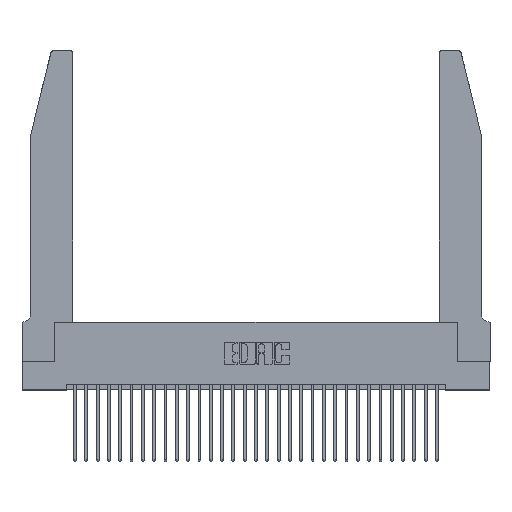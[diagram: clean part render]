
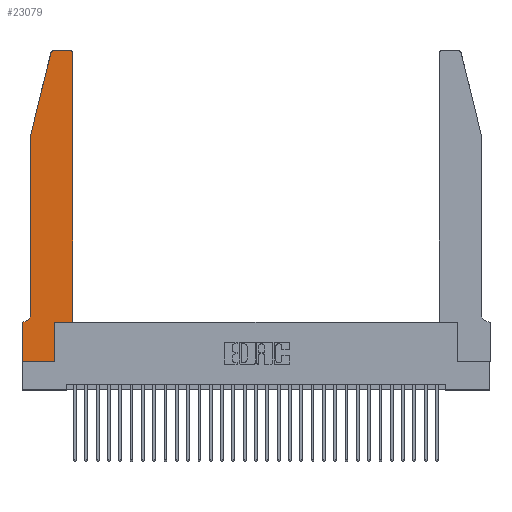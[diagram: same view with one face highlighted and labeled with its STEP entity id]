
A CAD part, top view. The second image highlights one B-rep face of the part: STEP entity #23079.
In plain terms, the highlighted planar face has unit normal (0, 0, 1).
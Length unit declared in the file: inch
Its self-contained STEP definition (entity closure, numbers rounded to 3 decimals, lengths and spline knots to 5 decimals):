
#65 = EDGE_CURVE ( 'NONE', #4454, #17622, #21742, .T. ) ;
#535 = EDGE_LOOP ( 'NONE', ( #9077, #20018, #5518, #20839, #14300, #4058, #2247, #16208, #11422, #22782, #14833, #5501 ) ) ;
#962 = CARTESIAN_POINT ( 'NONE',  ( 0., 0.35, 0.37 ) ) ;
#1295 = VECTOR ( 'NONE', #4931, 39.37008 ) ;
#1324 = CARTESIAN_POINT ( 'NONE',  ( 0.2605, 2.75, 0.37 ) ) ;
#1341 = LINE ( 'NONE', #28018, #24858 ) ;
#1420 = CARTESIAN_POINT ( 'NONE',  ( 0.0055, 0.35, 0.37 ) ) ;
#1837 = VERTEX_POINT ( 'NONE', #6751 ) ;
#2247 = ORIENTED_EDGE ( 'NONE', *, *, #13982, .T. ) ;
#3227 = DIRECTION ( 'NONE',  ( 0., 1., 0. ) ) ;
#4058 = ORIENTED_EDGE ( 'NONE', *, *, #65, .T. ) ;
#4400 = VECTOR ( 'NONE', #7146, 39.37008 ) ;
#4454 = VERTEX_POINT ( 'NONE', #1420 ) ;
#4931 = DIRECTION ( 'NONE',  ( 1., 0., 0. ) ) ;
#5142 = AXIS2_PLACEMENT_3D ( 'NONE', #24062, #14283, #31582 ) ;
#5501 = ORIENTED_EDGE ( 'NONE', *, *, #19185, .T. ) ;
#5518 = ORIENTED_EDGE ( 'NONE', *, *, #26930, .T. ) ;
#5887 = DIRECTION ( 'NONE',  ( -0.239, -0.971, 0. ) ) ;
#6000 = PLANE ( 'NONE',  #18704 ) ;
#6044 = AXIS2_PLACEMENT_3D ( 'NONE', #15065, #29675, #14960 ) ;
#6053 = CARTESIAN_POINT ( 'NONE',  ( 0.2865, 0., 0.37 ) ) ;
#6265 = DIRECTION ( 'NONE',  ( -1., 0., 0. ) ) ;
#6274 = EDGE_CURVE ( 'NONE', #14844, #29998, #11326, .T. ) ;
#6751 = CARTESIAN_POINT ( 'NONE',  ( 0.284, 2.75, 0.37 ) ) ;
#7146 = DIRECTION ( 'NONE',  ( -1., 0., 0. ) ) ;
#7179 = VERTEX_POINT ( 'NONE', #6053 ) ;
#7372 = VECTOR ( 'NONE', #6265, 39.37008 ) ;
#7973 = CARTESIAN_POINT ( 'NONE',  ( 0.0755, 2., 0.37 ) ) ;
#8167 = CARTESIAN_POINT ( 'NONE',  ( 0., 0.35, 0.37 ) ) ;
#8450 = LINE ( 'NONE', #16320, #29650 ) ;
#8604 = DIRECTION ( 'NONE',  ( 0., 0., 1. ) ) ;
#8611 = CARTESIAN_POINT ( 'NONE',  ( 0.0755, 2., 0.37 ) ) ;
#9077 = ORIENTED_EDGE ( 'NONE', *, *, #26342, .T. ) ;
#9253 = VERTEX_POINT ( 'NONE', #11912 ) ;
#9819 = CARTESIAN_POINT ( 'NONE',  ( 0.4505, 0.35, 0.37 ) ) ;
#10422 = CIRCLE ( 'NONE', #5142, 0.03 ) ;
#10493 = EDGE_CURVE ( 'NONE', #9253, #7179, #14976, .T. ) ;
#10796 = DIRECTION ( 'NONE',  ( 0., 1., 0. ) ) ;
#10812 = EDGE_CURVE ( 'NONE', #1837, #13755, #13021, .T. ) ;
#10866 = CARTESIAN_POINT ( 'NONE',  ( 0.0755, 2., 0.37 ) ) ;
#11326 = LINE ( 'NONE', #9819, #1295 ) ;
#11422 = ORIENTED_EDGE ( 'NONE', *, *, #24765, .T. ) ;
#11587 = CARTESIAN_POINT ( 'NONE',  ( 0.0755, 0.35, 0.37 ) ) ;
#11912 = CARTESIAN_POINT ( 'NONE',  ( 0., 0., 0.37 ) ) ;
#11935 = EDGE_CURVE ( 'NONE', #29998, #18566, #1341, .T. ) ;
#12736 = CARTESIAN_POINT ( 'NONE',  ( 0., 0., 0.37 ) ) ;
#13021 = CIRCLE ( 'NONE', #31262, 0.03 ) ;
#13427 = CARTESIAN_POINT ( 'NONE',  ( 0.25487, 2.72718, 0.37 ) ) ;
#13755 = VERTEX_POINT ( 'NONE', #13427 ) ;
#13982 = EDGE_CURVE ( 'NONE', #17622, #9253, #8450, .T. ) ;
#14283 = DIRECTION ( 'NONE',  ( 0., 0., 1. ) ) ;
#14300 = ORIENTED_EDGE ( 'NONE', *, *, #29076, .T. ) ;
#14548 = CIRCLE ( 'NONE', #6044, 0.07 ) ;
#14833 = ORIENTED_EDGE ( 'NONE', *, *, #11935, .T. ) ;
#14844 = VERTEX_POINT ( 'NONE', #22389 ) ;
#14960 = DIRECTION ( 'NONE',  ( -1., 0., 0. ) ) ;
#14976 = LINE ( 'NONE', #12736, #31892 ) ;
#15065 = CARTESIAN_POINT ( 'NONE',  ( 0.0055, 0.42, 0.37 ) ) ;
#15764 = CARTESIAN_POINT ( 'NONE',  ( 0.4505, 0.35, 0.37 ) ) ;
#16208 = ORIENTED_EDGE ( 'NONE', *, *, #10493, .T. ) ;
#16320 = CARTESIAN_POINT ( 'NONE',  ( 0., 0., 0.37 ) ) ;
#17622 = VERTEX_POINT ( 'NONE', #8167 ) ;
#17718 = CARTESIAN_POINT ( 'NONE',  ( 0.2865, 0.35, 0.37 ) ) ;
#17903 = DIRECTION ( 'NONE',  ( 1., 0., 0. ) ) ;
#18566 = VERTEX_POINT ( 'NONE', #24415 ) ;
#18583 = VECTOR ( 'NONE', #30160, 39.37008 ) ;
#18704 = AXIS2_PLACEMENT_3D ( 'NONE', #962, #22940, #17903 ) ;
#19185 = EDGE_CURVE ( 'NONE', #18566, #30916, #10422, .T. ) ;
#20018 = ORIENTED_EDGE ( 'NONE', *, *, #10812, .T. ) ;
#20063 = LINE ( 'NONE', #8611, #28907 ) ;
#20358 = VERTEX_POINT ( 'NONE', #24326 ) ;
#20474 = LINE ( 'NONE', #1324, #7372 ) ;
#20839 = ORIENTED_EDGE ( 'NONE', *, *, #24980, .T. ) ;
#20997 = DIRECTION ( 'NONE',  ( 1., 0., 0. ) ) ;
#21742 = LINE ( 'NONE', #11587, #4400 ) ;
#22389 = CARTESIAN_POINT ( 'NONE',  ( 0.2865, 0.35, 0.37 ) ) ;
#22521 = CARTESIAN_POINT ( 'NONE',  ( 0.4205, 2.75, 0.37 ) ) ;
#22782 = ORIENTED_EDGE ( 'NONE', *, *, #6274, .T. ) ;
#22940 = DIRECTION ( 'NONE',  ( 0., 0., 1. ) ) ;
#23079 = ADVANCED_FACE ( 'NONE', ( #29455 ), #6000, .T. ) ;
#23168 = VERTEX_POINT ( 'NONE', #10866 ) ;
#23378 = CARTESIAN_POINT ( 'NONE',  ( 0.284, 2.72, 0.37 ) ) ;
#23637 = DIRECTION ( 'NONE',  ( 0., -1., 0. ) ) ;
#24062 = CARTESIAN_POINT ( 'NONE',  ( 0.4205, 2.72, 0.37 ) ) ;
#24326 = CARTESIAN_POINT ( 'NONE',  ( 0.0755, 0.42, 0.37 ) ) ;
#24415 = CARTESIAN_POINT ( 'NONE',  ( 0.4505, 2.72, 0.37 ) ) ;
#24765 = EDGE_CURVE ( 'NONE', #7179, #14844, #25489, .T. ) ;
#24858 = VECTOR ( 'NONE', #10796, 39.37008 ) ;
#24980 = EDGE_CURVE ( 'NONE', #23168, #20358, #25090, .T. ) ;
#25090 = LINE ( 'NONE', #7973, #18583 ) ;
#25489 = LINE ( 'NONE', #17718, #27034 ) ;
#26342 = EDGE_CURVE ( 'NONE', #30916, #1837, #20474, .T. ) ;
#26930 = EDGE_CURVE ( 'NONE', #13755, #23168, #20063, .T. ) ;
#27034 = VECTOR ( 'NONE', #3227, 39.37008 ) ;
#27540 = DIRECTION ( 'NONE',  ( 1., 0., 0. ) ) ;
#28018 = CARTESIAN_POINT ( 'NONE',  ( 0.4505, 0.35, 0.37 ) ) ;
#28907 = VECTOR ( 'NONE', #5887, 39.37008 ) ;
#29076 = EDGE_CURVE ( 'NONE', #20358, #4454, #14548, .T. ) ;
#29455 = FACE_OUTER_BOUND ( 'NONE', #535, .T. ) ;
#29650 = VECTOR ( 'NONE', #23637, 39.37008 ) ;
#29675 = DIRECTION ( 'NONE',  ( 0., 0., -1. ) ) ;
#29998 = VERTEX_POINT ( 'NONE', #15764 ) ;
#30160 = DIRECTION ( 'NONE',  ( 0., -1., 0. ) ) ;
#30916 = VERTEX_POINT ( 'NONE', #22521 ) ;
#31262 = AXIS2_PLACEMENT_3D ( 'NONE', #23378, #8604, #20997 ) ;
#31582 = DIRECTION ( 'NONE',  ( 1., 0., 0. ) ) ;
#31892 = VECTOR ( 'NONE', #27540, 39.37008 ) ;
